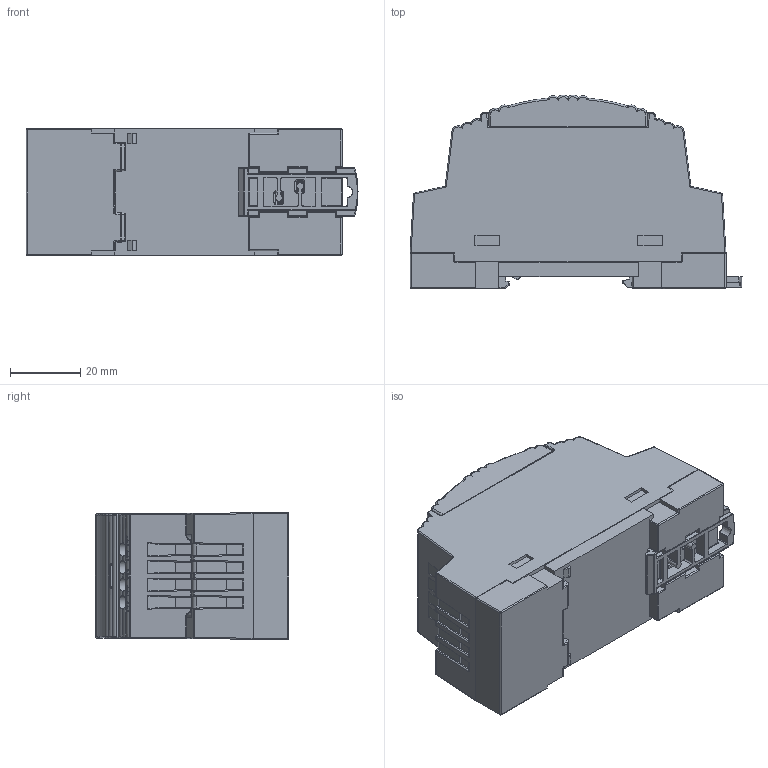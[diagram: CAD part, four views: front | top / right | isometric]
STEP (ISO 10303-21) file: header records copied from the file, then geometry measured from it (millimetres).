
FILE_DESCRIPTION (( 'STEP AP214' ), '1' );
FILE_NAME ('TR4N 4P.STEP', '2014-09-11T12:29:12', ( '' ), ( '' ), 'SwSTEP 2.0', 'SolidWorks 2012', '' );
FILE_SCHEMA (( 'AUTOMOTIVE_DESIGN' ));
Length unit declared in the file: millimetre
Products named in the file (3): Zaczep na szynê; Obudowa przekaŸnika czasowego_Nadruki; TR4N 4P
Assembly tree (2 placements, depth 2):
  TR4N 4P
    Obudowa przekaŸnika czasowego_Nadruki
    Zaczep na szynê
Bounding box: 94.56 x 55.16 x 36.04 mm (x, y, z)
Volume: 139091.8 mm3; surface area: 23301.9 mm2
Topology: 2 solids, 9 shells, 1851 faces, 4931 edges, 3114 vertices
Faces by surface type: plane 863, cylinder 454, bspline 405, sphere 83, torus 40, cone 6
Entity records: 82629 total; most frequent: CARTESIAN_POINT 31789, ORIENTED_EDGE 9790, DIRECTION 7146, EDGE_CURVE 4895, VERTEX_POINT 3114, VECTOR 2880, LINE 2880, AXIS2_PLACEMENT_3D 2133
